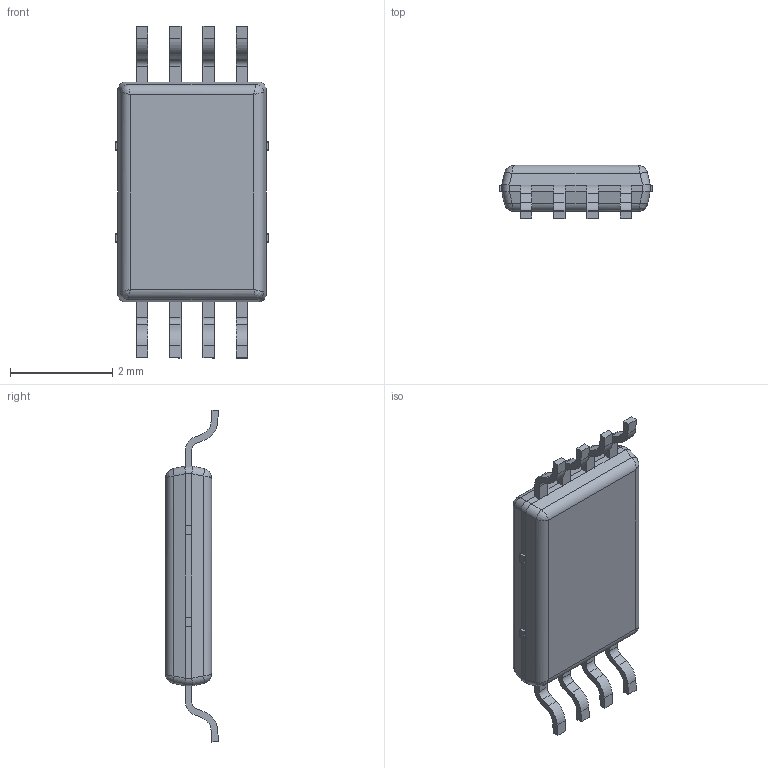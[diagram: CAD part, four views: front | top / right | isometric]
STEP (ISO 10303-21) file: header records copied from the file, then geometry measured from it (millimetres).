
FILE_DESCRIPTION(/* description */ (''),/* implementation_level */ '2;1');
FILE_NAME(/* name */ 'Assieme1.stp',/* time_stamp */ '2019-10-08T09:41:24+02:00',/* author */ ('giovanni malieni'),/* organization */ (''),/* preprocessor_version */ 'ST-DEVELOPER v17',/* originating_system */ 'Autodesk Inventor 2019',/* authorisation */ '');
FILE_SCHEMA (('AUTOMOTIVE_DESIGN { 1 0 10303 214 3 1 1 }'));
Length unit declared in the file: millimetre
Products named in the file (3): Assieme1; 5FT80848; Cassa
Assembly tree (2 placements, depth 2):
  Assieme1
    5FT80848
    Cassa
Bounding box: 3 x 1.03 x 6.49 mm (x, y, z)
Volume: 11.9 mm3; surface area: 60.9 mm2
Topology: 10 solids, 10 shells, 294 faces, 803 edges, 522 vertices
Faces by surface type: plane 189, cylinder 97, bspline 8
Full cylindrical faces by diameter (mm): 0.75 x1
Entity records: 9560 total; most frequent: CARTESIAN_POINT 1905, ORIENTED_EDGE 1590, DIRECTION 1565, EDGE_CURVE 795, LINE 577, VECTOR 577, VERTEX_POINT 522, AXIS2_PLACEMENT_3D 494
